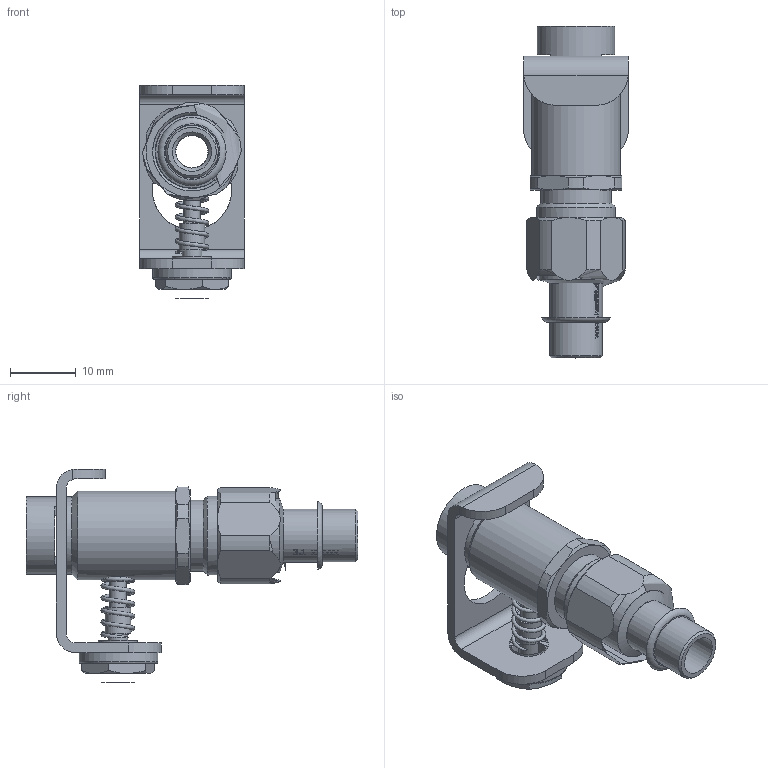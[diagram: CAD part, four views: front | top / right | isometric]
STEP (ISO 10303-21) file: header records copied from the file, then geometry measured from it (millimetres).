
FILE_DESCRIPTION(/* description */ ('This is a sample STEP configuration'),/* implementation_level */ '2;1');
FILE_NAME(/* name */ '400070.stp',/* time_stamp */ '2020-04-28T08:59:46+02:00',/* author */ ('powerJobs'),/* organization */ ('coolOrange'),/* preprocessor_version */ 'ST-DEVELOPER v18',/* originating_system */ 'Autodesk Inventor 2020',/* authorisation */ '');
FILE_SCHEMA (('AUTOMOTIVE_DESIGN { 1 0 10303 214 3 1 1 }'));
Products named in the file (1): 400070
Bounding box: 16 x 50.6 x 32.6 mm (x, y, z)
Volume: 5773.8 mm3; surface area: 6478 mm2
Topology: 3 solids, 5 shells, 468 faces, 1289 edges, 856 vertices
Faces by surface type: plane 194, bspline 151, cylinder 81, cone 33, torus 7, sphere 2
Full cylindrical faces by diameter (mm): 2.4 x1, 2.48 x1, 2.5 x1, 3 x1, 3.9 x1, 5 x2, 5.5 x1, 6 x3, 6.4 x1, 8 x2, 8.1 x3, 10 x3, 10.8 x2, 11.2 x1, 11.8 x1, 12 x2, 13.5 x1
Entity records: 46057 total; most frequent: CARTESIAN_POINT 34782, ORIENTED_EDGE 2572, DIRECTION 1685, EDGE_CURVE 1286, VERTEX_POINT 855, AXIS2_PLACEMENT_3D 587, EDGE_LOOP 513, LINE 511
